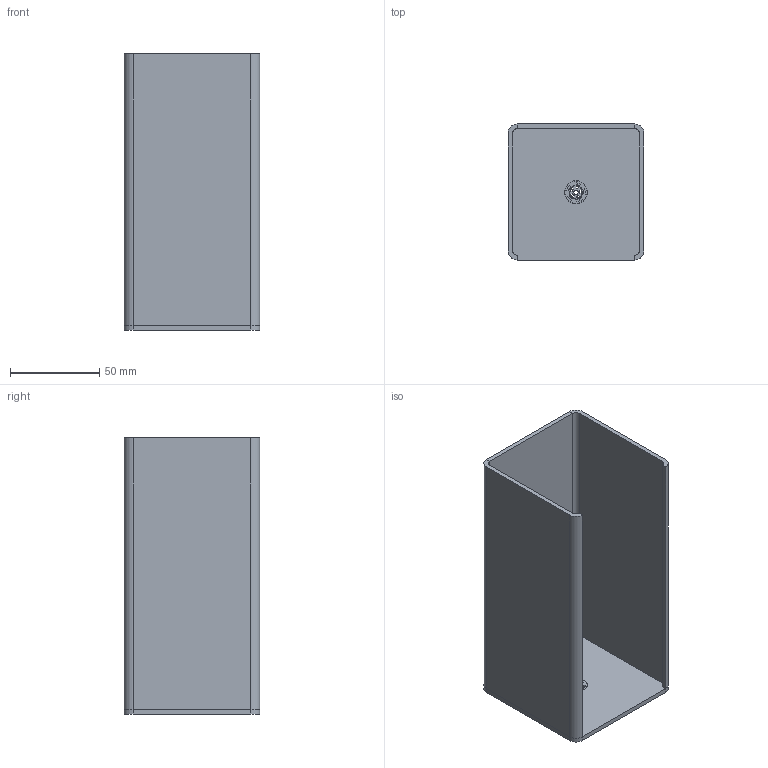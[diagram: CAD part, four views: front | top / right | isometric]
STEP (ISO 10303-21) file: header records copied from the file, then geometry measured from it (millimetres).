
FILE_DESCRIPTION(/* description */ ('STEP AP242','CAx-IF Rec.Pracs.---Representation and Presentation of Product Manufacturing Information (PMI)---4.0---2014-10-13','CAx-IF Rec.Pracs.---3D Tessellated Geometry---0.4---2014-09-14','2;1'),/* implementation_level */ '2;1');
FILE_NAME(/* name */ '66bc886f4df0d137b1c316cd',/* time_stamp */ '2024-08-14T10:35:28Z',/* author */ (''),/* organization */ (''),/* preprocessor_version */ 'ST-DEVELOPER v20',/* originating_system */ ' ',/* authorisation */ ' ');
FILE_SCHEMA (('AP242_MANAGED_MODEL_BASED_3D_ENGINEERING_MIM_LF { 1 0 10303 442 1 1 4 }'));
Length unit declared in the file: metre
Products named in the file (5): Part 5; Part 3; Part 2; Part 4; Part 1
Bounding box: 76.2 x 76.2 x 155 mm (x, y, z)
Volume: 100937.1 mm3; surface area: 83822.7 mm2
Topology: 5 solids, 5 shells, 85 faces, 219 edges, 146 vertices
Faces by surface type: plane 48, cylinder 37
Full cylindrical faces by diameter (mm): 2.446 x1, 7.112 x1, 7.62 x1, 12.446 x1, 12.954 x1
Entity records: 2753 total; most frequent: DIRECTION 468, CARTESIAN_POINT 450, ORIENTED_EDGE 428, EDGE_CURVE 214, AXIS2_PLACEMENT_3D 164, VERTEX_POINT 146, LINE 140, VECTOR 140
